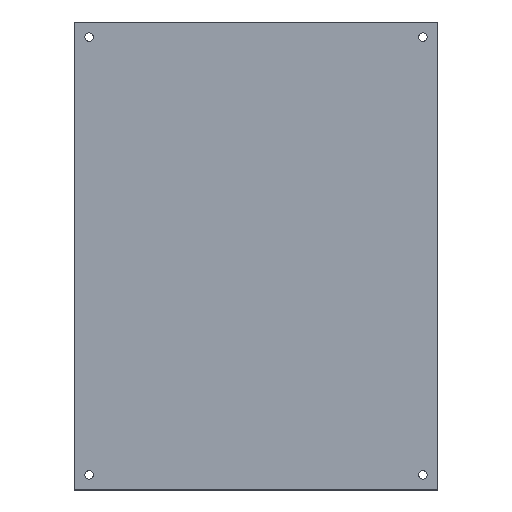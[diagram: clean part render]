
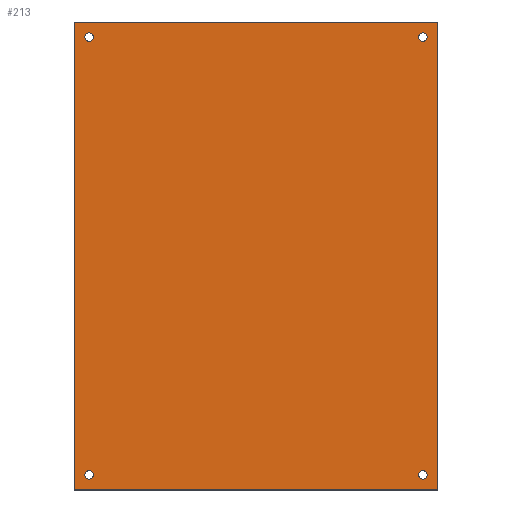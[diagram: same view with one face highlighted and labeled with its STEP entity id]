
A CAD part, top view. The second image highlights one B-rep face of the part: STEP entity #213.
In plain terms, the highlighted planar face has unit normal (0, 0, 1).
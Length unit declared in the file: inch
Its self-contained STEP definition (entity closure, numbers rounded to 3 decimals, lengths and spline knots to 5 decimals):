
#3 = VERTEX_POINT ( 'NONE', #291 ) ;
#6 = EDGE_CURVE ( 'NONE', #326, #125, #322, .T. ) ;
#9 = AXIS2_PLACEMENT_3D ( 'NONE', #142, #160, #105 ) ;
#14 = CARTESIAN_POINT ( 'NONE',  ( 20.125, 0.875, 0.128 ) ) ;
#16 = DIRECTION ( 'NONE',  ( 1., 0., 0. ) ) ;
#20 = VERTEX_POINT ( 'NONE', #113 ) ;
#28 = CARTESIAN_POINT ( 'NONE',  ( 0., 27., 0.128 ) ) ;
#29 = CARTESIAN_POINT ( 'NONE',  ( 20.375, 26.125, 0.128 ) ) ;
#33 = CARTESIAN_POINT ( 'NONE',  ( 1.125, 26.125, 0.128 ) ) ;
#34 = VERTEX_POINT ( 'NONE', #33 ) ;
#39 = EDGE_CURVE ( 'NONE', #20, #20, #84, .T. ) ;
#45 = ORIENTED_EDGE ( 'NONE', *, *, #67, .T. ) ;
#53 = ORIENTED_EDGE ( 'NONE', *, *, #39, .T. ) ;
#56 = VECTOR ( 'NONE', #212, 39.37008 ) ;
#57 = DIRECTION ( 'NONE',  ( 0., -1., 0. ) ) ;
#60 = FACE_BOUND ( 'NONE', #305, .T. ) ;
#63 = EDGE_CURVE ( 'NONE', #286, #141, #346, .T. ) ;
#67 = EDGE_CURVE ( 'NONE', #3, #3, #280, .T. ) ;
#75 = DIRECTION ( 'NONE',  ( 1., 0., 0. ) ) ;
#80 = EDGE_CURVE ( 'NONE', #293, #293, #146, .T. ) ;
#84 = CIRCLE ( 'NONE', #195, 0.25 ) ;
#86 = AXIS2_PLACEMENT_3D ( 'NONE', #98, #240, #75 ) ;
#98 = CARTESIAN_POINT ( 'NONE',  ( 0.875, 26.125, 0.128 ) ) ;
#103 = LINE ( 'NONE', #110, #320 ) ;
#105 = DIRECTION ( 'NONE',  ( 1., 0., 0. ) ) ;
#106 = ORIENTED_EDGE ( 'NONE', *, *, #80, .T. ) ;
#110 = CARTESIAN_POINT ( 'NONE',  ( 21., 0., 0.128 ) ) ;
#113 = CARTESIAN_POINT ( 'NONE',  ( 1.125, 0.875, 0.128 ) ) ;
#114 = AXIS2_PLACEMENT_3D ( 'NONE', #185, #209, #16 ) ;
#123 = CIRCLE ( 'NONE', #86, 0.25 ) ;
#125 = VERTEX_POINT ( 'NONE', #135 ) ;
#128 = VECTOR ( 'NONE', #339, 39.37008 ) ;
#132 = DIRECTION ( 'NONE',  ( 0., 0., -1. ) ) ;
#135 = CARTESIAN_POINT ( 'NONE',  ( 21., 27., 0.128 ) ) ;
#139 = FACE_BOUND ( 'NONE', #236, .T. ) ;
#141 = VERTEX_POINT ( 'NONE', #287 ) ;
#142 = CARTESIAN_POINT ( 'NONE',  ( 10.5, 13.5, 0.128 ) ) ;
#146 = CIRCLE ( 'NONE', #114, 0.25 ) ;
#147 = ORIENTED_EDGE ( 'NONE', *, *, #63, .F. ) ;
#150 = DIRECTION ( 'NONE',  ( 1., 0., 0. ) ) ;
#160 = DIRECTION ( 'NONE',  ( 0., 0., 1. ) ) ;
#178 = CARTESIAN_POINT ( 'NONE',  ( 0.875, 0.875, 0.128 ) ) ;
#184 = DIRECTION ( 'NONE',  ( 1., 0., 0. ) ) ;
#185 = CARTESIAN_POINT ( 'NONE',  ( 20.125, 26.125, 0.128 ) ) ;
#188 = EDGE_CURVE ( 'NONE', #34, #34, #123, .T. ) ;
#189 = CARTESIAN_POINT ( 'NONE',  ( 0., 27., 0.128 ) ) ;
#195 = AXIS2_PLACEMENT_3D ( 'NONE', #178, #314, #184 ) ;
#196 = EDGE_LOOP ( 'NONE', ( #231, #222, #147, #197 ) ) ;
#197 = ORIENTED_EDGE ( 'NONE', *, *, #296, .F. ) ;
#209 = DIRECTION ( 'NONE',  ( 0., 0., -1. ) ) ;
#212 = DIRECTION ( 'NONE',  ( -1., 0., 0. ) ) ;
#213 = ADVANCED_FACE ( 'NONE', ( #60, #139, #272, #313, #276 ), #337, .T. ) ;
#215 = CARTESIAN_POINT ( 'NONE',  ( 21., 0., 0.128 ) ) ;
#222 = ORIENTED_EDGE ( 'NONE', *, *, #308, .F. ) ;
#231 = ORIENTED_EDGE ( 'NONE', *, *, #6, .F. ) ;
#236 = EDGE_LOOP ( 'NONE', ( #45 ) ) ;
#237 = CARTESIAN_POINT ( 'NONE',  ( 0., 0., 0.128 ) ) ;
#240 = DIRECTION ( 'NONE',  ( 0., 0., -1. ) ) ;
#241 = AXIS2_PLACEMENT_3D ( 'NONE', #14, #132, #306 ) ;
#243 = LINE ( 'NONE', #28, #128 ) ;
#245 = EDGE_LOOP ( 'NONE', ( #268 ) ) ;
#255 = EDGE_LOOP ( 'NONE', ( #106 ) ) ;
#268 = ORIENTED_EDGE ( 'NONE', *, *, #188, .T. ) ;
#272 = FACE_BOUND ( 'NONE', #255, .T. ) ;
#276 = FACE_OUTER_BOUND ( 'NONE', #196, .T. ) ;
#280 = CIRCLE ( 'NONE', #241, 0.25 ) ;
#286 = VERTEX_POINT ( 'NONE', #215 ) ;
#287 = CARTESIAN_POINT ( 'NONE',  ( 0., 0., 0.128 ) ) ;
#291 = CARTESIAN_POINT ( 'NONE',  ( 20.375, 0.875, 0.128 ) ) ;
#293 = VERTEX_POINT ( 'NONE', #29 ) ;
#296 = EDGE_CURVE ( 'NONE', #125, #286, #103, .T. ) ;
#301 = CARTESIAN_POINT ( 'NONE',  ( 21., 27., 0.128 ) ) ;
#304 = VECTOR ( 'NONE', #150, 39.37008 ) ;
#305 = EDGE_LOOP ( 'NONE', ( #53 ) ) ;
#306 = DIRECTION ( 'NONE',  ( 1., 0., 0. ) ) ;
#308 = EDGE_CURVE ( 'NONE', #141, #326, #243, .T. ) ;
#313 = FACE_BOUND ( 'NONE', #245, .T. ) ;
#314 = DIRECTION ( 'NONE',  ( 0., 0., -1. ) ) ;
#320 = VECTOR ( 'NONE', #57, 39.37008 ) ;
#322 = LINE ( 'NONE', #301, #304 ) ;
#326 = VERTEX_POINT ( 'NONE', #189 ) ;
#337 = PLANE ( 'NONE',  #9 ) ;
#339 = DIRECTION ( 'NONE',  ( 0., 1., 0. ) ) ;
#346 = LINE ( 'NONE', #237, #56 ) ;
